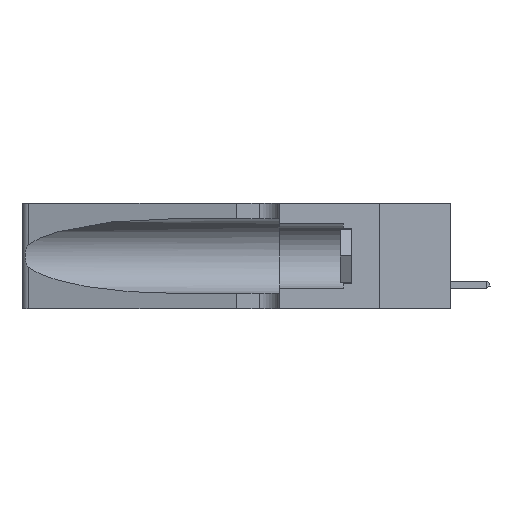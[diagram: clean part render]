
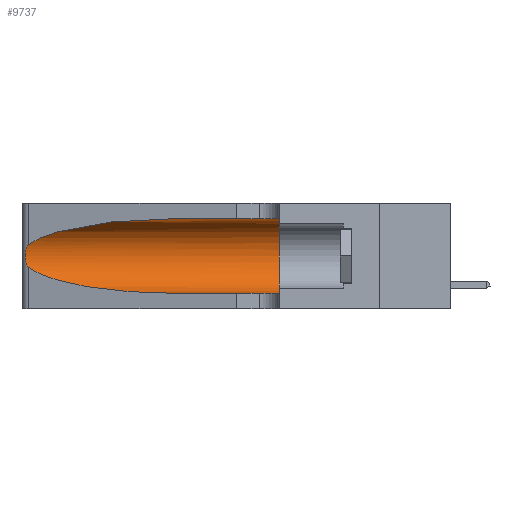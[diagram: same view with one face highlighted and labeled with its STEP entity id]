
A CAD part, left-side view. The second image highlights one B-rep face of the part: STEP entity #9737.
In plain terms, the highlighted cylindrical face has radius 3.308 mm (diameter 6.617 mm), a partial arc.
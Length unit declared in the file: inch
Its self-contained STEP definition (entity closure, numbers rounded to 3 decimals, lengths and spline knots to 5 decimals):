
#235 = CARTESIAN_POINT ( 'NONE',  ( 0.25487, 1.22718, 0.22369 ) ) ;
#518 = CARTESIAN_POINT ( 'NONE',  ( 0.25856, 1.23593, 0.16098 ) ) ;
#534 = ORIENTED_EDGE ( 'NONE', *, *, #28182, .F. ) ;
#667 = CARTESIAN_POINT ( 'NONE',  ( 0.26075, 1.23896, 0.178 ) ) ;
#1164 = CARTESIAN_POINT ( 'NONE',  ( 0.1305, 0.35, 0.185 ) ) ;
#3569 = VERTEX_POINT ( 'NONE', #10545 ) ;
#3819 = CARTESIAN_POINT ( 'NONE',  ( 0.25555, 1.22993, 0.14849 ) ) ;
#3879 = CARTESIAN_POINT ( 'NONE',  ( 0.25487, 1.22718, 0.22369 ) ) ;
#3961 = CARTESIAN_POINT ( 'NONE',  ( 0.25487, 1.22718, 0.14631 ) ) ;
#4102 = CARTESIAN_POINT ( 'NONE',  ( 0.1305, 0.35, 0.05475 ) ) ;
#4108 = CARTESIAN_POINT ( 'NONE',  ( 0.25789, 1.23486, 0.15765 ) ) ;
#4900 = ORIENTED_EDGE ( 'NONE', *, *, #17709, .T. ) ;
#4998 = CARTESIAN_POINT ( 'NONE',  ( 0.1305, 1.61858, 0.185 ) ) ;
#7073 = CARTESIAN_POINT ( 'NONE',  ( 0.2373, 1.15595, 0.08982 ) ) ;
#7250 = EDGE_CURVE ( 'NONE', #12224, #41216, #11370, .T. ) ;
#7823 = CIRCLE ( 'NONE', #39842, 0.13025 ) ;
#8994 = EDGE_CURVE ( 'NONE', #3569, #28359, #7823, .T. ) ;
#9737 = ADVANCED_FACE ( 'NONE', ( #12446 ), #38645, .F. ) ;
#10334 = LINE ( 'NONE', #33041, #15199 ) ;
#10545 = CARTESIAN_POINT ( 'NONE',  ( 0.1305, 0.35, 0.31525 ) ) ;
#11038 = CARTESIAN_POINT ( 'NONE',  ( 0.1305, 0.72297, 0.31525 ) ) ;
#11339 = DIRECTION ( 'NONE',  ( 0., 0., 1. ) ) ;
#11370 = B_SPLINE_CURVE_WITH_KNOTS ( 'NONE', 3,
 ( #235, #21066, #17307, #24657, #24520, #17742, #17160, #667, #13988, #518, #4108, #20771, #3819, #20621 ),
 .UNSPECIFIED., .F., .F.,
 ( 4, 2, 2, 2, 2, 2, 4 ),
 ( 0., 0.00027, 0.00053, 0.00107, 0.0016, 0.00187, 0.00214 ),
 .UNSPECIFIED. ) ;
#12224 = VERTEX_POINT ( 'NONE', #15392 ) ;
#12446 = FACE_OUTER_BOUND ( 'NONE', #15921, .T. ) ;
#12487 = DIRECTION ( 'NONE',  ( 0., -1., 0. ) ) ;
#13241 = CARTESIAN_POINT ( 'NONE',  ( 0.1305, 0.72297, 0.31525 ) ) ;
#13988 = CARTESIAN_POINT ( 'NONE',  ( 0.26017, 1.23833, 0.17102 ) ) ;
#14302 = ORIENTED_EDGE ( 'NONE', *, *, #7250, .T. ) ;
#14968 = AXIS2_PLACEMENT_3D ( 'NONE', #4998, #12487, #22413 ) ;
#15199 = VECTOR ( 'NONE', #36606, 39.37008 ) ;
#15392 = CARTESIAN_POINT ( 'NONE',  ( 0.25487, 1.22718, 0.22369 ) ) ;
#15921 = EDGE_LOOP ( 'NONE', ( #4900, #14302, #20403, #16277, #25830, #534 ) ) ;
#16277 = ORIENTED_EDGE ( 'NONE', *, *, #16843, .T. ) ;
#16843 = EDGE_CURVE ( 'NONE', #42022, #28359, #10334, .T. ) ;
#17160 = CARTESIAN_POINT ( 'NONE',  ( 0.26075, 1.23896, 0.19203 ) ) ;
#17307 = CARTESIAN_POINT ( 'NONE',  ( 0.25639, 1.23184, 0.21858 ) ) ;
#17709 = EDGE_CURVE ( 'NONE', #23348, #12224, #34658, .T. ) ;
#17742 = CARTESIAN_POINT ( 'NONE',  ( 0.26018, 1.23835, 0.19895 ) ) ;
#20403 = ORIENTED_EDGE ( 'NONE', *, *, #23529, .T. ) ;
#20613 = DIRECTION ( 'NONE',  ( 0., -1., 0. ) ) ;
#20621 = CARTESIAN_POINT ( 'NONE',  ( 0.25487, 1.22718, 0.14631 ) ) ;
#20764 = CARTESIAN_POINT ( 'NONE',  ( 0.1305, 1.61858, 0.31525 ) ) ;
#20771 = CARTESIAN_POINT ( 'NONE',  ( 0.25639, 1.23186, 0.15144 ) ) ;
#21066 = CARTESIAN_POINT ( 'NONE',  ( 0.25555, 1.22994, 0.2215 ) ) ;
#21342 = CARTESIAN_POINT ( 'NONE',  ( 0.1305, 0.72297, 0.05475 ) ) ;
#22413 = DIRECTION ( 'NONE',  ( 0., 0., -1. ) ) ;
#23348 = VERTEX_POINT ( 'NONE', #13241 ) ;
#23529 = EDGE_CURVE ( 'NONE', #41216, #42022, #41227, .T. ) ;
#24520 = CARTESIAN_POINT ( 'NONE',  ( 0.25854, 1.2359, 0.20912 ) ) ;
#24648 = CARTESIAN_POINT ( 'NONE',  ( 0.18966, 0.96281, 0.05475 ) ) ;
#24657 = CARTESIAN_POINT ( 'NONE',  ( 0.25787, 1.23484, 0.2124 ) ) ;
#25658 = CARTESIAN_POINT ( 'NONE',  ( 0.25487, 1.22718, 0.14631 ) ) ;
#25830 = ORIENTED_EDGE ( 'NONE', *, *, #8994, .F. ) ;
#27671 = CARTESIAN_POINT ( 'NONE',  ( 0.18966, 0.96281, 0.31525 ) ) ;
#28182 = EDGE_CURVE ( 'NONE', #23348, #3569, #38987, .T. ) ;
#28359 = VERTEX_POINT ( 'NONE', #4102 ) ;
#28551 = DIRECTION ( 'NONE',  ( 0., 1., 0. ) ) ;
#30969 = VECTOR ( 'NONE', #20613, 39.37008 ) ;
#33041 = CARTESIAN_POINT ( 'NONE',  ( 0.1305, 1.61858, 0.05475 ) ) ;
#34658 =( BOUNDED_CURVE ( )  B_SPLINE_CURVE ( 3, ( #11038, #27671, #41412, #3879 ),
 .UNSPECIFIED., .F., .F. ) 
 B_SPLINE_CURVE_WITH_KNOTS ( ( 4, 4 ),
 ( 1.5708, 2.84003 ),
 .UNSPECIFIED. ) 
 CURVE ( )  GEOMETRIC_REPRESENTATION_ITEM ( )  RATIONAL_B_SPLINE_CURVE ( ( 1., 0.87, 0.87, 1. ) ) 
 REPRESENTATION_ITEM ( '' )  );
#36606 = DIRECTION ( 'NONE',  ( 0., -1., 0. ) ) ;
#37700 = CARTESIAN_POINT ( 'NONE',  ( 0.1305, 0.72297, 0.05475 ) ) ;
#38645 = CYLINDRICAL_SURFACE ( 'NONE', #14968, 0.13025 ) ;
#38987 = LINE ( 'NONE', #20764, #30969 ) ;
#39842 = AXIS2_PLACEMENT_3D ( 'NONE', #1164, #28551, #11339 ) ;
#41216 = VERTEX_POINT ( 'NONE', #25658 ) ;
#41227 =( BOUNDED_CURVE ( )  B_SPLINE_CURVE ( 3, ( #3961, #7073, #24648, #21342 ),
 .UNSPECIFIED., .F., .F. ) 
 B_SPLINE_CURVE_WITH_KNOTS ( ( 4, 4 ),
 ( 3.44316, 4.71239 ),
 .UNSPECIFIED. ) 
 CURVE ( )  GEOMETRIC_REPRESENTATION_ITEM ( )  RATIONAL_B_SPLINE_CURVE ( ( 1., 0.87, 0.87, 1. ) ) 
 REPRESENTATION_ITEM ( '' )  );
#41412 = CARTESIAN_POINT ( 'NONE',  ( 0.2373, 1.15595, 0.28018 ) ) ;
#42022 = VERTEX_POINT ( 'NONE', #37700 ) ;
